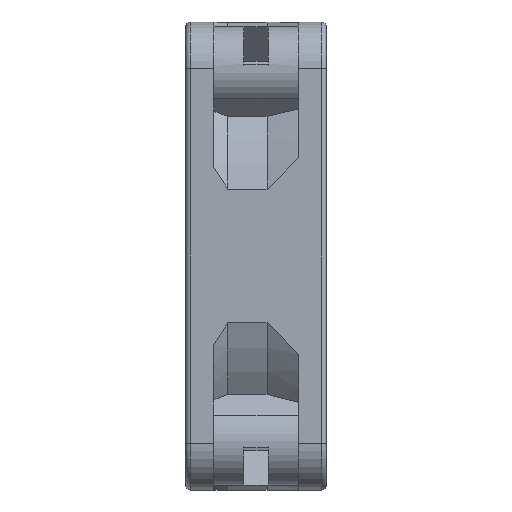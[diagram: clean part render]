
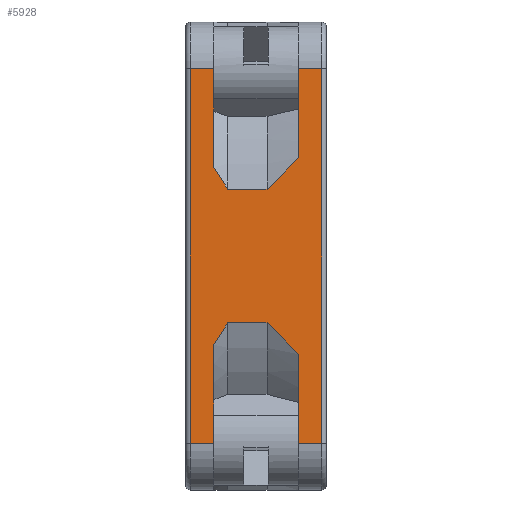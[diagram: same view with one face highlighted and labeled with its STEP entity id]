
A CAD part, left-side view. The second image highlights one B-rep face of the part: STEP entity #5928.
In plain terms, the highlighted planar face has unit normal (-1, 0, 0).
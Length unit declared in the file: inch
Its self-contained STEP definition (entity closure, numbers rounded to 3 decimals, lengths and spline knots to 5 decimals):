
#417=DIRECTION('',(0.,0.,-1.));
#418=VECTOR('',#417,9.51889);
#419=CARTESIAN_POINT('',(-25.,3.,-10.48111));
#420=LINE('',#419,#418);
#450=DIRECTION('',(0.,0.,-1.));
#451=VECTOR('',#450,9.51889);
#452=CARTESIAN_POINT('',(-25.,3.,20.));
#453=LINE('',#452,#451);
#650=DIRECTION('',(0.,0.,-1.));
#651=VECTOR('',#650,10.5228);
#652=CARTESIAN_POINT('',(-25.,12.,-9.4772));
#653=LINE('',#652,#651);
#747=DIRECTION('',(0.,0.,-1.));
#748=VECTOR('',#747,10.5228);
#749=CARTESIAN_POINT('',(-25.,12.,20.));
#750=LINE('',#749,#748);
#1296=CARTESIAN_POINT('',(-25.,12.,9.4772));
#1297=CARTESIAN_POINT('',(-25.,11.81073,9.21022));
#1298=CARTESIAN_POINT('',(-25.,11.44957,8.68105));
#1299=CARTESIAN_POINT('',(-25.,10.95935,7.90224));
#1300=CARTESIAN_POINT('',(-25.,10.6662,7.39325));
#1301=CARTESIAN_POINT('',(-25.,10.52786,7.14143));
#1303=DIRECTION('',(0.,-1.,0.));
#1304=VECTOR('',#1303,4.20331);
#1305=CARTESIAN_POINT('',(-25.,10.52786,7.14143));
#1306=LINE('',#1305,#1304);
#1307=CARTESIAN_POINT('',(-25.,3.,10.48111));
#1308=CARTESIAN_POINT('',(-25.,3.43692,10.10443));
#1309=CARTESIAN_POINT('',(-25.,4.26603,9.3551));
#1310=CARTESIAN_POINT('',(-25.,5.37508,8.24177));
#1311=CARTESIAN_POINT('',(-25.,6.02327,7.50706));
#1312=CARTESIAN_POINT('',(-25.,6.32456,7.14143));
#1314=CARTESIAN_POINT('',(-25.,6.32456,-7.14143));
#1315=CARTESIAN_POINT('',(-25.,6.02333,-7.50699));
#1316=CARTESIAN_POINT('',(-25.,5.37521,-8.24163));
#1317=CARTESIAN_POINT('',(-25.,4.2662,-9.35494));
#1318=CARTESIAN_POINT('',(-25.,3.437,-10.10436));
#1319=CARTESIAN_POINT('',(-25.,3.,-10.48111));
#1321=DIRECTION('',(0.,-1.,0.));
#1322=VECTOR('',#1321,4.20331);
#1323=CARTESIAN_POINT('',(-25.,10.52786,-7.14143));
#1324=LINE('',#1323,#1322);
#1325=CARTESIAN_POINT('',(-25.,10.52786,-7.14143));
#1326=CARTESIAN_POINT('',(-25.,10.66621,-7.39327));
#1327=CARTESIAN_POINT('',(-25.,10.95937,-7.90227));
#1328=CARTESIAN_POINT('',(-25.,11.44958,-8.68108));
#1329=CARTESIAN_POINT('',(-25.,11.81073,-9.21023));
#1330=CARTESIAN_POINT('',(-25.,12.,-9.4772));
#1332=DIRECTION('',(0.,0.,-1.));
#1333=VECTOR('',#1332,40.);
#1334=CARTESIAN_POINT('',(-25.,14.5,20.));
#1335=LINE('',#1334,#1333);
#1360=DIRECTION('',(0.,1.,0.));
#1361=VECTOR('',#1360,2.5);
#1362=CARTESIAN_POINT('',(-25.,12.,-20.));
#1363=LINE('',#1362,#1361);
#1397=DIRECTION('',(0.,1.,0.));
#1398=VECTOR('',#1397,2.5);
#1399=CARTESIAN_POINT('',(-25.,12.,20.));
#1400=LINE('',#1399,#1398);
#2965=DIRECTION('',(0.,1.,0.));
#2966=VECTOR('',#2965,2.5);
#2967=CARTESIAN_POINT('',(-25.,0.5,20.));
#2968=LINE('',#2967,#2966);
#2978=DIRECTION('',(0.,0.,1.));
#2979=VECTOR('',#2978,40.);
#2980=CARTESIAN_POINT('',(-25.,0.5,-20.));
#2981=LINE('',#2980,#2979);
#3015=DIRECTION('',(0.,1.,0.));
#3016=VECTOR('',#3015,2.5);
#3017=CARTESIAN_POINT('',(-25.,0.5,-20.));
#3018=LINE('',#3017,#3016);
#3473=VERTEX_POINT('',#1307);
#3474=VERTEX_POINT('',#1312);
#3481=CARTESIAN_POINT('',(-25.,10.52786,7.14143));
#3482=VERTEX_POINT('',#3481);
#3486=VERTEX_POINT('',#1296);
#3493=VERTEX_POINT('',#1314);
#3494=VERTEX_POINT('',#1319);
#3501=CARTESIAN_POINT('',(-25.,10.52786,-7.14143));
#3502=VERTEX_POINT('',#3501);
#3506=VERTEX_POINT('',#1330);
#3586=CARTESIAN_POINT('',(-25.,12.,20.));
#3588=VERTEX_POINT('',#3586);
#3589=CARTESIAN_POINT('',(-25.,3.,20.));
#3591=VERTEX_POINT('',#3589);
#3594=CARTESIAN_POINT('',(-25.,3.,-20.));
#3596=VERTEX_POINT('',#3594);
#3597=CARTESIAN_POINT('',(-25.,12.,-20.));
#3599=VERTEX_POINT('',#3597);
#4047=CARTESIAN_POINT('',(-25.,14.5,-20.));
#4048=VERTEX_POINT('',#4047);
#4051=CARTESIAN_POINT('',(-25.,14.5,20.));
#4052=VERTEX_POINT('',#4051);
#4087=CARTESIAN_POINT('',(-25.,0.5,20.));
#4088=VERTEX_POINT('',#4087);
#4091=CARTESIAN_POINT('',(-25.,0.5,-20.));
#4092=VERTEX_POINT('',#4091);
#5899=CARTESIAN_POINT('',(-25.,15.,25.));
#5900=DIRECTION('',(1.,0.,0.));
#5901=DIRECTION('',(0.,0.,-1.));
#5902=AXIS2_PLACEMENT_3D('',#5899,#5900,#5901);
#5903=PLANE('',#5902);
#5905=ORIENTED_EDGE('',*,*,#5904,.F.);
#5907=ORIENTED_EDGE('',*,*,#5906,.F.);
#5908=ORIENTED_EDGE('',*,*,#5150,.T.);
#5909=ORIENTED_EDGE('',*,*,#5021,.T.);
#5910=ORIENTED_EDGE('',*,*,#4963,.T.);
#5911=ORIENTED_EDGE('',*,*,#4901,.F.);
#5912=ORIENTED_EDGE('',*,*,#4768,.F.);
#5914=ORIENTED_EDGE('',*,*,#5913,.F.);
#5916=ORIENTED_EDGE('',*,*,#5915,.F.);
#5918=ORIENTED_EDGE('',*,*,#5917,.T.);
#5919=ORIENTED_EDGE('',*,*,#4722,.F.);
#5920=ORIENTED_EDGE('',*,*,#5597,.F.);
#5921=ORIENTED_EDGE('',*,*,#5853,.F.);
#5922=ORIENTED_EDGE('',*,*,#5798,.T.);
#5923=ORIENTED_EDGE('',*,*,#5079,.T.);
#5925=ORIENTED_EDGE('',*,*,#5924,.T.);
#5926=EDGE_LOOP('',(#5905,#5907,#5908,#5909,#5910,#5911,#5912,#5914,#5916,#5918,
#5919,#5920,#5921,#5922,#5923,#5925));
#5927=FACE_OUTER_BOUND('',#5926,.F.);
#5928=ADVANCED_FACE('',(#5927),#5903,.F.);
#1302=B_SPLINE_CURVE_WITH_KNOTS('',3,(#1296,#1297,#1298,#1299,#1300,#1301),
.UNSPECIFIED.,.F.,.F.,(4,1,1,4),(0.,0.33333,0.66667,1.),
.UNSPECIFIED.);
#1313=B_SPLINE_CURVE_WITH_KNOTS('',3,(#1307,#1308,#1309,#1310,#1311,#1312),
.UNSPECIFIED.,.F.,.F.,(4,1,1,4),(0.,0.33333,0.66667,1.),
.UNSPECIFIED.);
#1320=B_SPLINE_CURVE_WITH_KNOTS('',3,(#1314,#1315,#1316,#1317,#1318,#1319),
.UNSPECIFIED.,.F.,.F.,(4,1,1,4),(0.,0.33333,0.66667,1.),
.UNSPECIFIED.);
#1331=B_SPLINE_CURVE_WITH_KNOTS('',3,(#1325,#1326,#1327,#1328,#1329,#1330),
.UNSPECIFIED.,.F.,.F.,(4,1,1,4),(0.,0.33333,0.66667,1.),
.UNSPECIFIED.);
#4722=EDGE_CURVE('',#3494,#3596,#420,.T.);
#4768=EDGE_CURVE('',#3591,#3473,#453,.T.);
#4901=EDGE_CURVE('',#3473,#3474,#1313,.T.);
#4963=EDGE_CURVE('',#3482,#3474,#1306,.T.);
#5021=EDGE_CURVE('',#3486,#3482,#1302,.T.);
#5079=EDGE_CURVE('',#3506,#3599,#653,.T.);
#5150=EDGE_CURVE('',#3588,#3486,#750,.T.);
#5597=EDGE_CURVE('',#3493,#3494,#1320,.T.);
#5798=EDGE_CURVE('',#3502,#3506,#1331,.T.);
#5853=EDGE_CURVE('',#3502,#3493,#1324,.T.);
#5904=EDGE_CURVE('',#4052,#4048,#1335,.T.);
#5906=EDGE_CURVE('',#3588,#4052,#1400,.T.);
#5913=EDGE_CURVE('',#4088,#3591,#2968,.T.);
#5915=EDGE_CURVE('',#4092,#4088,#2981,.T.);
#5917=EDGE_CURVE('',#4092,#3596,#3018,.T.);
#5924=EDGE_CURVE('',#3599,#4048,#1363,.T.);
